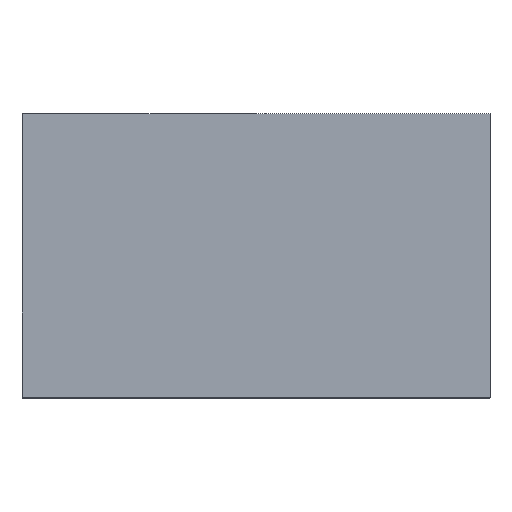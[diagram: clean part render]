
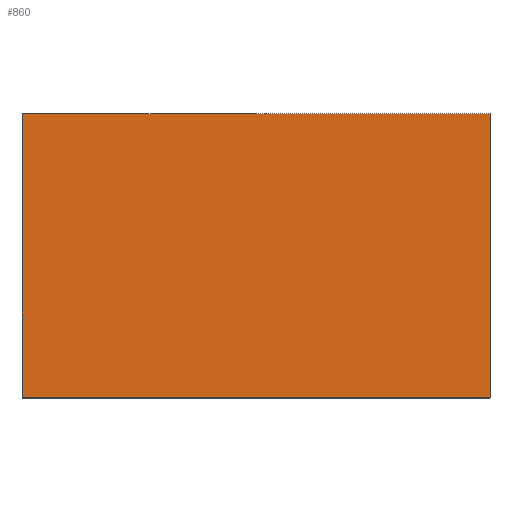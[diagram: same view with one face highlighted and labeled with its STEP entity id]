
A CAD part, top view. The second image highlights one B-rep face of the part: STEP entity #860.
In plain terms, the highlighted planar face has unit normal (0, 0, 1).
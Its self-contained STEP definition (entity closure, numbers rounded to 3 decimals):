
#7 = FACE_OUTER_BOUND ( 'NONE', #362, .T. ) ;
#36 = CARTESIAN_POINT ( 'NONE',  ( -36.75, 0., 45.5 ) ) ;
#64 = ORIENTED_EDGE ( 'NONE', *, *, #232, .F. ) ;
#88 = ORIENTED_EDGE ( 'NONE', *, *, #500, .F. ) ;
#110 = CARTESIAN_POINT ( 'NONE',  ( 0., 0., 45.5 ) ) ;
#112 = DIRECTION ( 'NONE',  ( 0., -1., 0. ) ) ;
#145 = VERTEX_POINT ( 'NONE', #256 ) ;
#150 = VECTOR ( 'NONE', #474, 1000. ) ;
#162 = DIRECTION ( 'NONE',  ( 0., 0., 1. ) ) ;
#164 = CARTESIAN_POINT ( 'NONE',  ( 0., 22.225, 45.5 ) ) ;
#193 = DIRECTION ( 'NONE',  ( -1., 0., 0. ) ) ;
#232 = EDGE_CURVE ( 'NONE', #341, #145, #410, .T. ) ;
#256 = CARTESIAN_POINT ( 'NONE',  ( 0., 0., 45.5 ) ) ;
#260 = ORIENTED_EDGE ( 'NONE', *, *, #967, .T. ) ;
#264 = CARTESIAN_POINT ( 'NONE',  ( -36.75, 19.05, 45.5 ) ) ;
#341 = VERTEX_POINT ( 'NONE', #965 ) ;
#362 = EDGE_LOOP ( 'NONE', ( #630, #64, #88, #260 ) ) ;
#396 = PLANE ( 'NONE',  #505 ) ;
#410 = LINE ( 'NONE', #880, #434 ) ;
#434 = VECTOR ( 'NONE', #112, 1000. ) ;
#463 = VECTOR ( 'NONE', #193, 1000. ) ;
#474 = DIRECTION ( 'NONE',  ( 1., 0., 0. ) ) ;
#500 = EDGE_CURVE ( 'NONE', #538, #341, #936, .T. ) ;
#505 = AXIS2_PLACEMENT_3D ( 'NONE', #864, #162, #701 ) ;
#538 = VERTEX_POINT ( 'NONE', #792 ) ;
#570 = VERTEX_POINT ( 'NONE', #36 ) ;
#582 = LINE ( 'NONE', #110, #463 ) ;
#594 = EDGE_CURVE ( 'NONE', #145, #570, #582, .T. ) ;
#630 = ORIENTED_EDGE ( 'NONE', *, *, #594, .F. ) ;
#668 = VECTOR ( 'NONE', #762, 1000. ) ;
#681 = LINE ( 'NONE', #264, #668 ) ;
#701 = DIRECTION ( 'NONE',  ( 1., 0., 0. ) ) ;
#762 = DIRECTION ( 'NONE',  ( 0., -1., 0. ) ) ;
#792 = CARTESIAN_POINT ( 'NONE',  ( -36.75, 22.225, 45.5 ) ) ;
#860 = ADVANCED_FACE ( 'NONE', ( #7 ), #396, .T. ) ;
#864 = CARTESIAN_POINT ( 'NONE',  ( 0., 19.05, 45.5 ) ) ;
#880 = CARTESIAN_POINT ( 'NONE',  ( 0., 19.05, 45.5 ) ) ;
#936 = LINE ( 'NONE', #164, #150 ) ;
#965 = CARTESIAN_POINT ( 'NONE',  ( 0., 22.225, 45.5 ) ) ;
#967 = EDGE_CURVE ( 'NONE', #538, #570, #681, .T. ) ;
